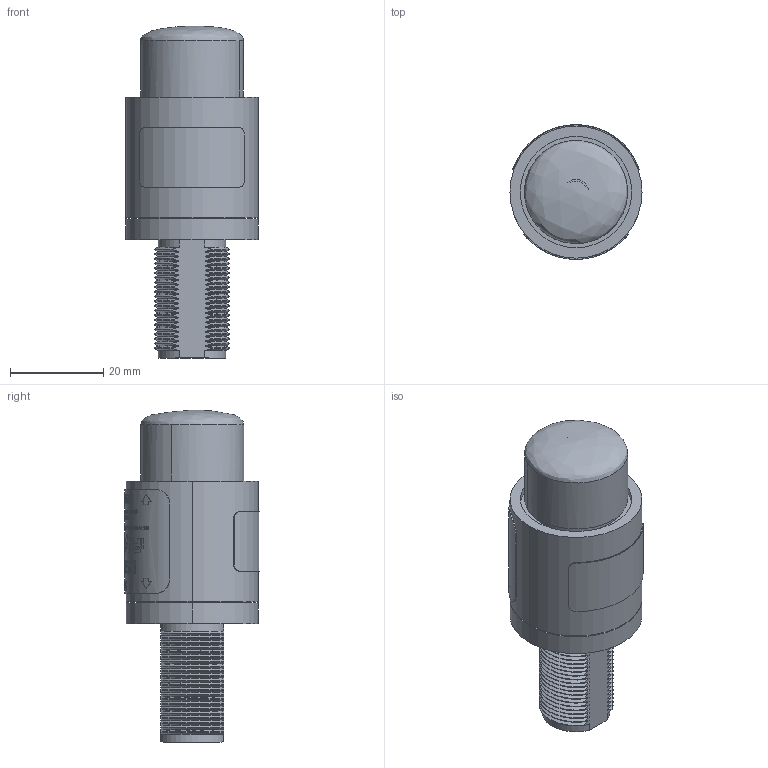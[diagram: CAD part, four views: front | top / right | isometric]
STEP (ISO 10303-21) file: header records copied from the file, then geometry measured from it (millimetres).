
FILE_DESCRIPTION (( 'STEP AP214' ), '1' );
FILE_NAME ('DSXL-NS rev h.STEP', '2018-04-19T18:36:04', ( '' ), ( '' ), 'SwSTEP 2.0', 'SolidWorks 2016', '' );
FILE_SCHEMA (( 'AUTOMOTIVE_DESIGN' ));
Length unit declared in the file: inch
Products named in the file (12): DSXL-NS rev h; 2003-1052^DSXL-NS; 2811-0002; 7010-0006; 2801-9007; 7040-0042; 5800-0092; 2811-0006; 2811-0012; 7020-2570; 5800-0082; 2801-9010
Assembly tree (11 placements, depth 2):
  DSXL-NS rev h
    2801-9010
    5800-0082
    7020-2570
    2811-0012
    2811-0006
    5800-0092
    7040-0042
    2801-9007
    7010-0006
    2811-0002
    2003-1052^DSXL-NS
Bounding box: 28.32 x 28.8 x 71.17 mm (x, y, z)
Volume: 18747.7 mm3; surface area: 18923.7 mm2
Topology: 11 solids, 11 shells, 2110 faces, 5557 edges, 3635 vertices
Faces by surface type: bspline 727, plane 607, cylinder 490, cone 271, torus 15
Entity records: 121169 total; most frequent: CARTESIAN_POINT 56961, ORIENTED_EDGE 11106, DIRECTION 7132, EDGE_CURVE 5553, VERTEX_POINT 3635, AXIS2_PLACEMENT_3D 2809, B_SPLINE_CURVE_WITH_KNOTS 2589, EDGE_LOOP 2292
